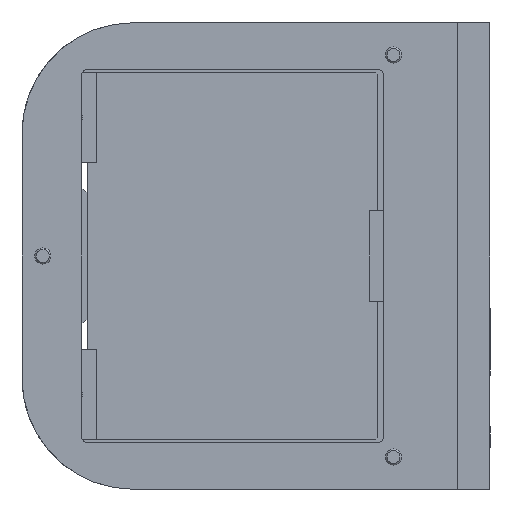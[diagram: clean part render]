
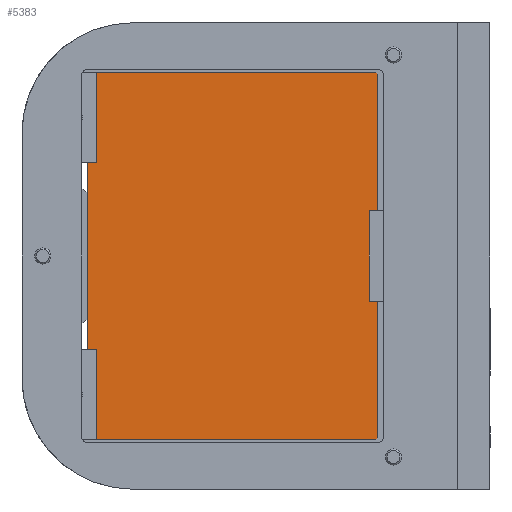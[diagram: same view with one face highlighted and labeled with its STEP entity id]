
A CAD part, left-side view. The second image highlights one B-rep face of the part: STEP entity #5383.
In plain terms, the highlighted planar face has unit normal (-1, 0, 0).
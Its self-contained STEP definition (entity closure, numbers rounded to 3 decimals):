
#492 = EDGE_CURVE ( 'NONE', #7753, #7397, #10957, .T. ) ;
#556 = DIRECTION ( 'NONE',  ( 0., 0., -1. ) ) ;
#663 = CARTESIAN_POINT ( 'NONE',  ( 7.7, 45., -57. ) ) ;
#709 = VERTEX_POINT ( 'NONE', #5312 ) ;
#793 = VECTOR ( 'NONE', #1739, 1000. ) ;
#973 = VERTEX_POINT ( 'NONE', #1524 ) ;
#1080 = LINE ( 'NONE', #10472, #2781 ) ;
#1496 = FACE_OUTER_BOUND ( 'NONE', #7137, .T. ) ;
#1497 = LINE ( 'NONE', #9208, #9134 ) ;
#1524 = CARTESIAN_POINT ( 'NONE',  ( 7.7, -44.5, 57. ) ) ;
#1739 = DIRECTION ( 'NONE',  ( 0., 1., 0. ) ) ;
#1761 = CARTESIAN_POINT ( 'NONE',  ( 7.7, -45., -56.5 ) ) ;
#1841 = EDGE_CURVE ( 'NONE', #7397, #973, #5501, .T. ) ;
#2226 = ORIENTED_EDGE ( 'NONE', *, *, #3151, .T. ) ;
#2445 = DIRECTION ( 'NONE',  ( 0., 0., -1. ) ) ;
#2498 = CARTESIAN_POINT ( 'NONE',  ( 7.7, 50.75, -50.75 ) ) ;
#2715 = CARTESIAN_POINT ( 'NONE',  ( 7.7, 45., -56.5 ) ) ;
#2781 = VECTOR ( 'NONE', #7018, 1000. ) ;
#3041 = ORIENTED_EDGE ( 'NONE', *, *, #8675, .T. ) ;
#3151 = EDGE_CURVE ( 'NONE', #5329, #10363, #1080, .T. ) ;
#3289 = VECTOR ( 'NONE', #2445, 1000. ) ;
#4078 = DIRECTION ( 'NONE',  ( 0., -0.707, 0.707 ) ) ;
#4149 = VECTOR ( 'NONE', #11038, 1000. ) ;
#4236 = LINE ( 'NONE', #663, #3289 ) ;
#4537 = VERTEX_POINT ( 'NONE', #9609 ) ;
#4758 = CARTESIAN_POINT ( 'NONE',  ( 7.7, -44.5, -57. ) ) ;
#4809 = ORIENTED_EDGE ( 'NONE', *, *, #1841, .T. ) ;
#5049 = DIRECTION ( 'NONE',  ( 0., 0., 1. ) ) ;
#5312 = CARTESIAN_POINT ( 'NONE',  ( 7.7, 45., 56.5 ) ) ;
#5329 = VERTEX_POINT ( 'NONE', #8052 ) ;
#5376 = CARTESIAN_POINT ( 'NONE',  ( 7.7, 50.75, 50.75 ) ) ;
#5383 = ADVANCED_FACE ( 'NONE', ( #1496 ), #10881, .T. ) ;
#5501 = LINE ( 'NONE', #5664, #6677 ) ;
#5615 = VECTOR ( 'NONE', #6214, 1000. ) ;
#5664 = CARTESIAN_POINT ( 'NONE',  ( 7.7, -50.75, 50.75 ) ) ;
#6214 = DIRECTION ( 'NONE',  ( 0., 0.707, -0.707 ) ) ;
#6357 = VERTEX_POINT ( 'NONE', #2715 ) ;
#6484 = CARTESIAN_POINT ( 'NONE',  ( 7.7, 0., 0. ) ) ;
#6649 = DIRECTION ( 'NONE',  ( -1., 0., 0. ) ) ;
#6677 = VECTOR ( 'NONE', #8839, 1000. ) ;
#6703 = LINE ( 'NONE', #2498, #4149 ) ;
#7018 = DIRECTION ( 'NONE',  ( 0., -1., 0. ) ) ;
#7137 = EDGE_LOOP ( 'NONE', ( #10425, #4809, #10346, #3041, #8745, #10412, #2226, #10949 ) ) ;
#7185 = EDGE_CURVE ( 'NONE', #6357, #5329, #6703, .T. ) ;
#7224 = LINE ( 'NONE', #5376, #5615 ) ;
#7298 = EDGE_CURVE ( 'NONE', #10363, #7753, #1497, .T. ) ;
#7397 = VERTEX_POINT ( 'NONE', #9753 ) ;
#7753 = VERTEX_POINT ( 'NONE', #1761 ) ;
#7777 = VECTOR ( 'NONE', #5049, 1000. ) ;
#7919 = EDGE_CURVE ( 'NONE', #709, #6357, #4236, .T. ) ;
#8052 = CARTESIAN_POINT ( 'NONE',  ( 7.7, 44.5, -57. ) ) ;
#8602 = LINE ( 'NONE', #9494, #793 ) ;
#8675 = EDGE_CURVE ( 'NONE', #4537, #709, #7224, .T. ) ;
#8745 = ORIENTED_EDGE ( 'NONE', *, *, #7919, .T. ) ;
#8839 = DIRECTION ( 'NONE',  ( 0., 0.707, 0.707 ) ) ;
#8949 = EDGE_CURVE ( 'NONE', #973, #4537, #8602, .T. ) ;
#9134 = VECTOR ( 'NONE', #4078, 1000. ) ;
#9208 = CARTESIAN_POINT ( 'NONE',  ( 7.7, -50.75, -50.75 ) ) ;
#9494 = CARTESIAN_POINT ( 'NONE',  ( 7.7, 45., 57. ) ) ;
#9609 = CARTESIAN_POINT ( 'NONE',  ( 7.7, 44.5, 57. ) ) ;
#9753 = CARTESIAN_POINT ( 'NONE',  ( 7.7, -45., 56.5 ) ) ;
#10004 = AXIS2_PLACEMENT_3D ( 'NONE', #6484, #6649, #556 ) ;
#10236 = CARTESIAN_POINT ( 'NONE',  ( 7.7, -45., -57. ) ) ;
#10346 = ORIENTED_EDGE ( 'NONE', *, *, #8949, .T. ) ;
#10363 = VERTEX_POINT ( 'NONE', #4758 ) ;
#10412 = ORIENTED_EDGE ( 'NONE', *, *, #7185, .T. ) ;
#10425 = ORIENTED_EDGE ( 'NONE', *, *, #492, .T. ) ;
#10472 = CARTESIAN_POINT ( 'NONE',  ( 7.7, 45., -57. ) ) ;
#10881 = PLANE ( 'NONE',  #10004 ) ;
#10949 = ORIENTED_EDGE ( 'NONE', *, *, #7298, .T. ) ;
#10957 = LINE ( 'NONE', #10236, #7777 ) ;
#11038 = DIRECTION ( 'NONE',  ( 0., -0.707, -0.707 ) ) ;
